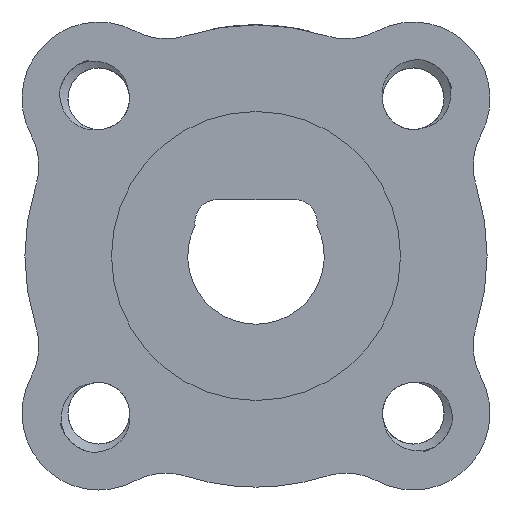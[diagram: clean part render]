
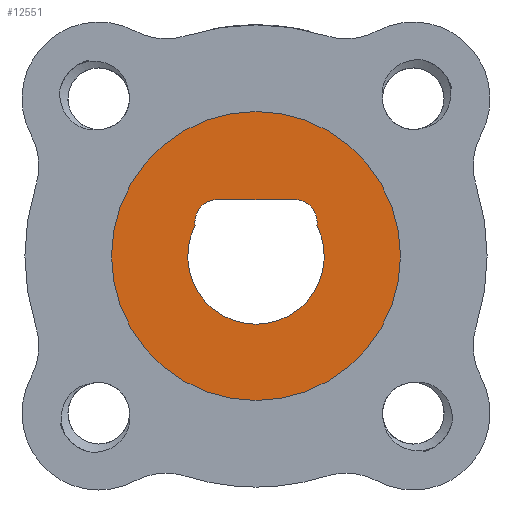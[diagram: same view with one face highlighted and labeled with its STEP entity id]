
A CAD part, front view. The second image highlights one B-rep face of the part: STEP entity #12551.
In plain terms, the highlighted planar face has unit normal (0, -1, 0).
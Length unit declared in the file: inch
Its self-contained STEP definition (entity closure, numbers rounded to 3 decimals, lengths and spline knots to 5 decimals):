
#369 = VERTEX_POINT ( 'NONE', #9828 ) ;
#429 = CARTESIAN_POINT ( 'NONE',  ( 0., 0., 0. ) ) ;
#555 = CIRCLE ( 'NONE', #3851, 0.11811 ) ;
#579 = EDGE_CURVE ( 'NONE', #6176, #11709, #7958, .T. ) ;
#762 = EDGE_CURVE ( 'NONE', #7227, #17152, #17215, .T. ) ;
#892 = DIRECTION ( 'NONE',  ( 0., 1., 0. ) ) ;
#1115 = DIRECTION ( 'NONE',  ( 0., 0., 1. ) ) ;
#1657 = FACE_OUTER_BOUND ( 'NONE', #12395, .T. ) ;
#1781 = DIRECTION ( 'NONE',  ( 1., 0., 0. ) ) ;
#2379 = CARTESIAN_POINT ( 'NONE',  ( 0., 0., 0. ) ) ;
#2425 = DIRECTION ( 'NONE',  ( 0., 1., 0. ) ) ;
#2440 = DIRECTION ( 'NONE',  ( 0., 1., 0. ) ) ;
#3199 = CARTESIAN_POINT ( 'NONE',  ( -0.06646, 0., 0.05827 ) ) ;
#3851 = AXIS2_PLACEMENT_3D ( 'NONE', #2379, #2440, #1115 ) ;
#4055 = DIRECTION ( 'NONE',  ( 0., 0., 1. ) ) ;
#4080 = EDGE_CURVE ( 'NONE', #369, #8070, #13675, .T. ) ;
#4589 = AXIS2_PLACEMENT_3D ( 'NONE', #9400, #892, #4055 ) ;
#4699 = CIRCLE ( 'NONE', #4589, 0.25 ) ;
#4833 = CARTESIAN_POINT ( 'NONE',  ( -0.06646, 0., 0.09764 ) ) ;
#4970 = CARTESIAN_POINT ( 'NONE',  ( -0.06646, 0., 0.09764 ) ) ;
#5648 = CARTESIAN_POINT ( 'NONE',  ( -0.10549, 0., 0.05312 ) ) ;
#5930 = CARTESIAN_POINT ( 'NONE',  ( 0., 0., 0.25 ) ) ;
#5972 = ORIENTED_EDGE ( 'NONE', *, *, #16326, .T. ) ;
#6176 = VERTEX_POINT ( 'NONE', #9419 ) ;
#7227 = VERTEX_POINT ( 'NONE', #4970 ) ;
#7434 = DIRECTION ( 'NONE',  ( 0., 0., 1. ) ) ;
#7958 = CIRCLE ( 'NONE', #16181, 0.25 ) ;
#8070 = VERTEX_POINT ( 'NONE', #18423 ) ;
#8288 = DIRECTION ( 'NONE',  ( 0., 0., 1. ) ) ;
#8762 = ORIENTED_EDGE ( 'NONE', *, *, #9214, .F. ) ;
#9202 = EDGE_LOOP ( 'NONE', ( #10462, #12872, #5972, #9920 ) ) ;
#9214 = EDGE_CURVE ( 'NONE', #11709, #6176, #4699, .T. ) ;
#9400 = CARTESIAN_POINT ( 'NONE',  ( 0., 0., 0. ) ) ;
#9419 = CARTESIAN_POINT ( 'NONE',  ( 0., 0., -0.25 ) ) ;
#9750 = VECTOR ( 'NONE', #1781, 39.37008 ) ;
#9828 = CARTESIAN_POINT ( 'NONE',  ( 0.10549, 0., 0.05312 ) ) ;
#9849 = DIRECTION ( 'NONE',  ( 0., -1., 0. ) ) ;
#9920 = ORIENTED_EDGE ( 'NONE', *, *, #762, .F. ) ;
#10456 = DIRECTION ( 'NONE',  ( 0., 1., 0. ) ) ;
#10462 = ORIENTED_EDGE ( 'NONE', *, *, #10555, .T. ) ;
#10555 = EDGE_CURVE ( 'NONE', #7227, #8070, #13586, .T. ) ;
#10730 = AXIS2_PLACEMENT_3D ( 'NONE', #10943, #2425, #12467 ) ;
#10876 = AXIS2_PLACEMENT_3D ( 'NONE', #17050, #9849, #8288 ) ;
#10943 = CARTESIAN_POINT ( 'NONE',  ( 0., 0., 0. ) ) ;
#11005 = PLANE ( 'NONE',  #10730 ) ;
#11709 = VERTEX_POINT ( 'NONE', #5930 ) ;
#12395 = EDGE_LOOP ( 'NONE', ( #16013, #8762 ) ) ;
#12467 = DIRECTION ( 'NONE',  ( 0., 0., 1. ) ) ;
#12551 = ADVANCED_FACE ( 'NONE', ( #14678, #1657 ), #11005, .F. ) ;
#12872 = ORIENTED_EDGE ( 'NONE', *, *, #4080, .F. ) ;
#13586 = LINE ( 'NONE', #4833, #9750 ) ;
#13675 = CIRCLE ( 'NONE', #10876, 0.03937 ) ;
#14678 = FACE_BOUND ( 'NONE', #9202, .T. ) ;
#15688 = DIRECTION ( 'NONE',  ( 0., -1., 0. ) ) ;
#16013 = ORIENTED_EDGE ( 'NONE', *, *, #579, .F. ) ;
#16181 = AXIS2_PLACEMENT_3D ( 'NONE', #429, #10456, #7434 ) ;
#16326 = EDGE_CURVE ( 'NONE', #369, #17152, #555, .T. ) ;
#16902 = DIRECTION ( 'NONE',  ( 0., 0., -1. ) ) ;
#17050 = CARTESIAN_POINT ( 'NONE',  ( 0.06646, 0., 0.05827 ) ) ;
#17152 = VERTEX_POINT ( 'NONE', #5648 ) ;
#17215 = CIRCLE ( 'NONE', #17995, 0.03937 ) ;
#17995 = AXIS2_PLACEMENT_3D ( 'NONE', #3199, #15688, #16902 ) ;
#18423 = CARTESIAN_POINT ( 'NONE',  ( 0.06646, 0., 0.09764 ) ) ;
